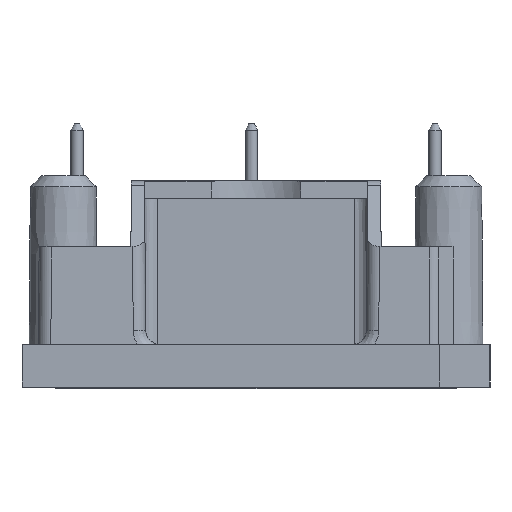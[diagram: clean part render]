
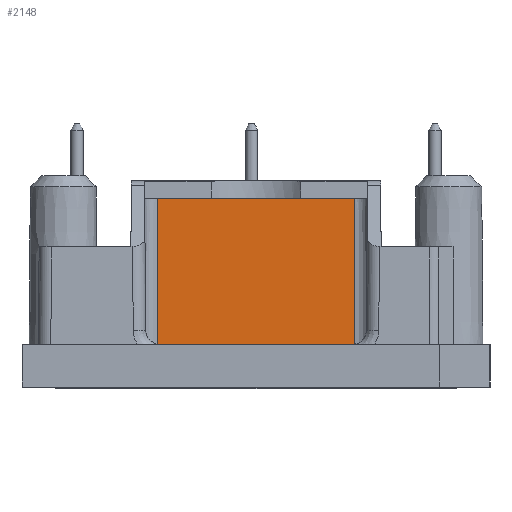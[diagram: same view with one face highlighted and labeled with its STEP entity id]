
A CAD part, left-side view. The second image highlights one B-rep face of the part: STEP entity #2148.
In plain terms, the highlighted planar face has unit normal (-1, 0, -0.009).
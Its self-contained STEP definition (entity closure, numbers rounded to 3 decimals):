
#2148 = ADVANCED_FACE( '', ( #4630 ), #4631, .T. );
#4630 = FACE_OUTER_BOUND( '', #7463, .T. );
#4631 = PLANE( '', #7464 );
#7463 = EDGE_LOOP( '', ( #13568, #13569, #13570, #13571 ) );
#7464 = AXIS2_PLACEMENT_3D( '', #13572, #13573, #13574 );
#13568 = ORIENTED_EDGE( '', *, *, #15644, .T. );
#13569 = ORIENTED_EDGE( '', *, *, #16529, .T. );
#13570 = ORIENTED_EDGE( '', *, *, #15688, .T. );
#13571 = ORIENTED_EDGE( '', *, *, #16282, .F. );
#13572 = CARTESIAN_POINT( '', ( -32.648, 0.25, 21.5 ) );
#13573 = DIRECTION( '', ( -1., 0., -0.009 ) );
#13574 = DIRECTION( '', ( -0.009, 0., 1. ) );
#15644 = EDGE_CURVE( '', #18972, #18970, #18973, .F. );
#15688 = EDGE_CURVE( '', #19041, #19039, #19042, .F. );
#16282 = EDGE_CURVE( '', #18972, #19039, #19853, .T. );
#16529 = EDGE_CURVE( '', #18970, #19041, #20158, .T. );
#18970 = VERTEX_POINT( '', #23769 );
#18972 = VERTEX_POINT( '', #23771 );
#18973 = LINE( '', #23772, #23773 );
#19039 = VERTEX_POINT( '', #23868 );
#19041 = VERTEX_POINT( '', #23870 );
#19042 = LINE( '', #23871, #23872 );
#19853 = LINE( '', #25074, #25075 );
#20158 = LINE( '', #25555, #25556 );
#23769 = CARTESIAN_POINT( '', ( -32.515, -7.652, 6.3 ) );
#23771 = CARTESIAN_POINT( '', ( -32.515, 8.152, 6.3 ) );
#23772 = CARTESIAN_POINT( '', ( -32.515, -17.95, 6.3 ) );
#23773 = VECTOR( '', #27109, 1000. );
#23868 = CARTESIAN_POINT( '', ( -32.636, 8.152, 20.1 ) );
#23870 = CARTESIAN_POINT( '', ( -32.636, -7.652, 20.1 ) );
#23871 = CARTESIAN_POINT( '', ( -32.636, 0.25, 20.1 ) );
#23872 = VECTOR( '', #27154, 1000. );
#25074 = CARTESIAN_POINT( '', ( -32.648, 8.152, 21.5 ) );
#25075 = VECTOR( '', #27664, 1000. );
#25555 = CARTESIAN_POINT( '', ( -32.648, -7.652, 21.5 ) );
#25556 = VECTOR( '', #27843, 1000. );
#27109 = DIRECTION( '', ( 0., 1., 0. ) );
#27154 = DIRECTION( '', ( 0., -1., 0. ) );
#27664 = DIRECTION( '', ( -0.009, 0., 1. ) );
#27843 = DIRECTION( '', ( -0.009, 0., 1. ) );
